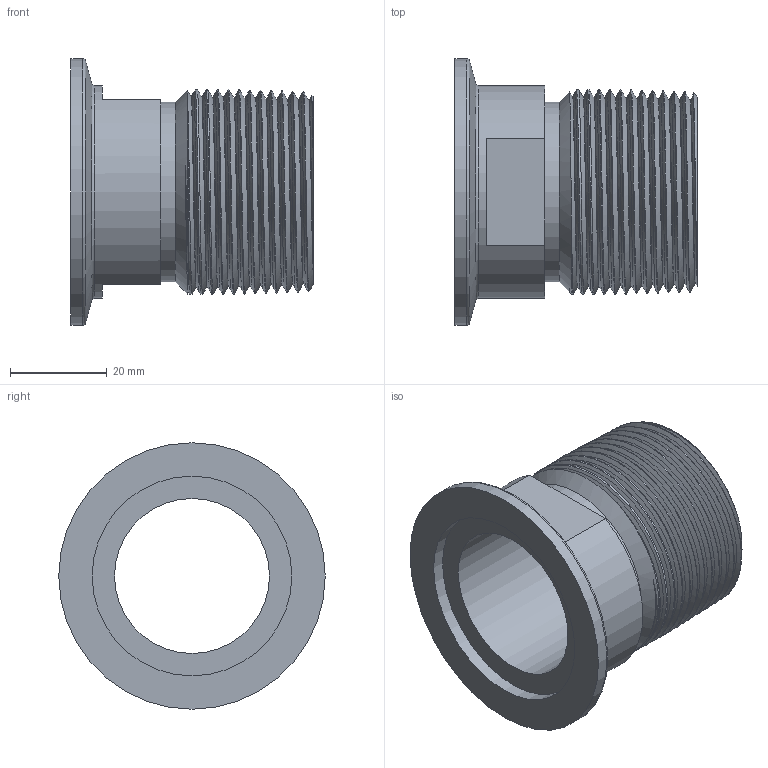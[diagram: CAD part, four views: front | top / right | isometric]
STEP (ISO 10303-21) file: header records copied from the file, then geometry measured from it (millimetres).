
FILE_DESCRIPTION (( 'STEP AP214' ), '1' );
FILE_NAME ('1KF40NM125FULLVAC.STEP', '2025-04-17T13:07:53', ( '' ), ( '' ), 'SwSTEP 2.0', 'SolidWorks 2017', '' );
FILE_SCHEMA (( 'AUTOMOTIVE_DESIGN' ));
Length unit declared in the file: millimetre
Products named in the file (1): 1KF40NM125FULLVAC
Bounding box: 50 x 55 x 55 mm (x, y, z)
Volume: 28097.5 mm3; surface area: 17810.5 mm2
Topology: 1 solids, 1 shells, 67 faces, 186 edges, 123 vertices
Faces by surface type: bspline 25, cone 23, plane 10, cylinder 7, torus 2
Full cylindrical faces by diameter (mm): 32 x1, 37 x1, 41.2 x1, 44 x1, 55 x1
Entity records: 30166 total; most frequent: CARTESIAN_POINT 28737, ORIENTED_EDGE 344, DIRECTION 176, EDGE_CURVE 172, VERTEX_POINT 118, B_SPLINE_CURVE_WITH_KNOTS 100, EDGE_LOOP 80, FACE_OUTER_BOUND 74
